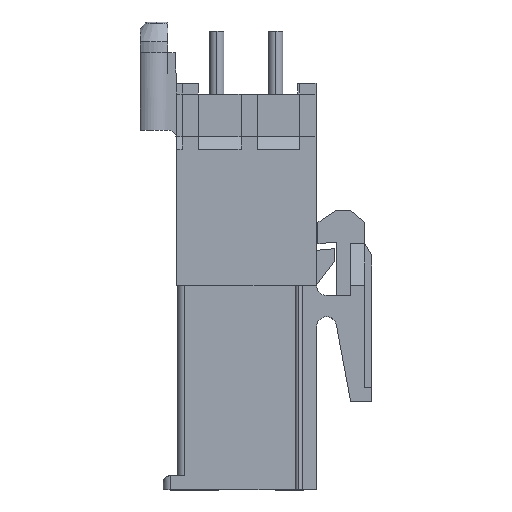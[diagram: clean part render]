
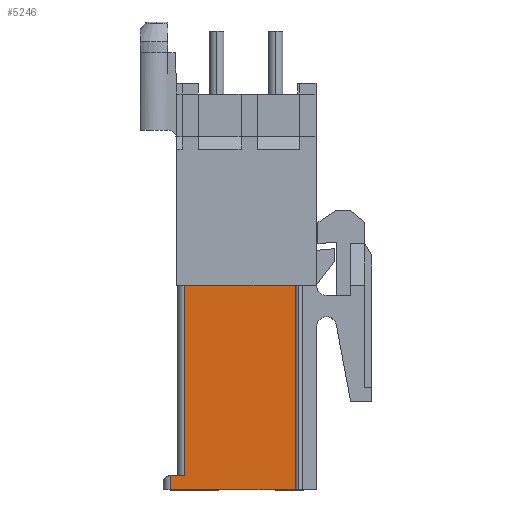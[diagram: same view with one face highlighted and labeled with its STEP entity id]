
A CAD part, top view. The second image highlights one B-rep face of the part: STEP entity #5246.
In plain terms, the highlighted face is planar.
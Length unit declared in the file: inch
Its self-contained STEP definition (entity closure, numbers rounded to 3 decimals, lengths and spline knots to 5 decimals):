
#2 = AXIS2_PLACEMENT_3D ( 'NONE', #8246, #3960, #1118 ) ;
#558 = EDGE_CURVE ( 'NONE', #5802, #950, #697, .T. ) ;
#697 = LINE ( 'NONE', #8063, #10520 ) ;
#847 = VERTEX_POINT ( 'NONE', #5808 ) ;
#950 = VERTEX_POINT ( 'NONE', #7399 ) ;
#1118 = DIRECTION ( 'NONE',  ( 0., 0., -1. ) ) ;
#1673 = VECTOR ( 'NONE', #8942, 39.37008 ) ;
#1730 = LINE ( 'NONE', #5332, #6842 ) ;
#1868 = EDGE_CURVE ( 'NONE', #847, #5802, #3396, .T. ) ;
#1913 = CARTESIAN_POINT ( 'NONE',  ( 0.11024, -0.17323, -0.36614 ) ) ;
#1999 = DIRECTION ( 'NONE',  ( 0., 0., -1. ) ) ;
#2278 = EDGE_CURVE ( 'NONE', #8500, #8865, #10164, .T. ) ;
#2616 = ORIENTED_EDGE ( 'NONE', *, *, #3978, .F. ) ;
#3141 = EDGE_LOOP ( 'NONE', ( #8135, #9240, #2616, #7041, #3295, #10635 ) ) ;
#3295 = ORIENTED_EDGE ( 'NONE', *, *, #558, .T. ) ;
#3337 = VECTOR ( 'NONE', #10736, 39.37008 ) ;
#3396 = LINE ( 'NONE', #11660, #3337 ) ;
#3498 = CARTESIAN_POINT ( 'NONE',  ( 0.11024, 0.13386, 0. ) ) ;
#3960 = DIRECTION ( 'NONE',  ( 1., 0., 0. ) ) ;
#3978 = EDGE_CURVE ( 'NONE', #847, #8865, #1730, .T. ) ;
#4562 = LINE ( 'NONE', #3498, #1673 ) ;
#4956 = LINE ( 'NONE', #8562, #6855 ) ;
#5246 = ADVANCED_FACE ( 'NONE', ( #7071 ), #10825, .T. ) ;
#5332 = CARTESIAN_POINT ( 'NONE',  ( 0.11024, -0.19291, -0.8937 ) ) ;
#5603 = CARTESIAN_POINT ( 'NONE',  ( 0.11024, -0.17323, 0. ) ) ;
#5802 = VERTEX_POINT ( 'NONE', #10849 ) ;
#5808 = CARTESIAN_POINT ( 'NONE',  ( 0.11024, -0.2126, -0.8937 ) ) ;
#5944 = VECTOR ( 'NONE', #1999, 39.37008 ) ;
#6098 = EDGE_CURVE ( 'NONE', #8151, #8500, #4956, .T. ) ;
#6842 = VECTOR ( 'NONE', #8996, 39.37008 ) ;
#6855 = VECTOR ( 'NONE', #11276, 39.37008 ) ;
#7035 = CARTESIAN_POINT ( 'NONE',  ( 0.11024, -0.17323, -0.8937 ) ) ;
#7041 = ORIENTED_EDGE ( 'NONE', *, *, #1868, .T. ) ;
#7071 = FACE_OUTER_BOUND ( 'NONE', #3141, .T. ) ;
#7399 = CARTESIAN_POINT ( 'NONE',  ( 0.11024, 0.13386, -0.93307 ) ) ;
#8063 = CARTESIAN_POINT ( 'NONE',  ( 0.11024, 0., -0.93307 ) ) ;
#8135 = ORIENTED_EDGE ( 'NONE', *, *, #6098, .T. ) ;
#8151 = VERTEX_POINT ( 'NONE', #9860 ) ;
#8246 = CARTESIAN_POINT ( 'NONE',  ( 0.11024, 0., 0. ) ) ;
#8500 = VERTEX_POINT ( 'NONE', #1913 ) ;
#8562 = CARTESIAN_POINT ( 'NONE',  ( 0.11024, 0., -0.36614 ) ) ;
#8865 = VERTEX_POINT ( 'NONE', #7035 ) ;
#8942 = DIRECTION ( 'NONE',  ( 0., 0., 1. ) ) ;
#8996 = DIRECTION ( 'NONE',  ( 0., 1., 0. ) ) ;
#9240 = ORIENTED_EDGE ( 'NONE', *, *, #2278, .T. ) ;
#9631 = EDGE_CURVE ( 'NONE', #950, #8151, #4562, .T. ) ;
#9802 = DIRECTION ( 'NONE',  ( 0., 1., 0. ) ) ;
#9860 = CARTESIAN_POINT ( 'NONE',  ( 0.11024, 0.13386, -0.36614 ) ) ;
#10164 = LINE ( 'NONE', #5603, #5944 ) ;
#10520 = VECTOR ( 'NONE', #9802, 39.37008 ) ;
#10635 = ORIENTED_EDGE ( 'NONE', *, *, #9631, .T. ) ;
#10736 = DIRECTION ( 'NONE',  ( 0., 0., -1. ) ) ;
#10825 = PLANE ( 'NONE',  #2 ) ;
#10849 = CARTESIAN_POINT ( 'NONE',  ( 0.11024, -0.2126, -0.93307 ) ) ;
#11276 = DIRECTION ( 'NONE',  ( 0., -1., 0. ) ) ;
#11660 = CARTESIAN_POINT ( 'NONE',  ( 0.11024, -0.2126, 0. ) ) ;
